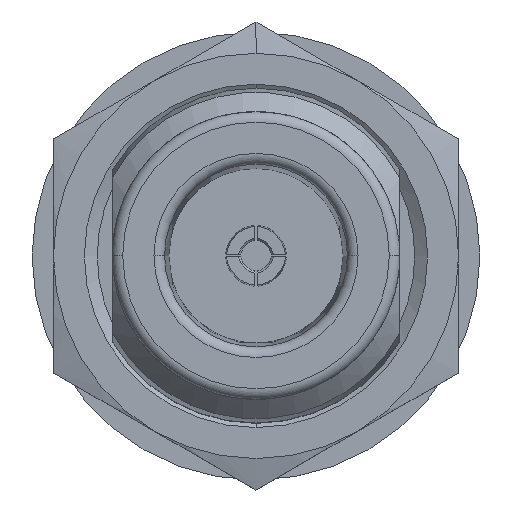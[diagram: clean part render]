
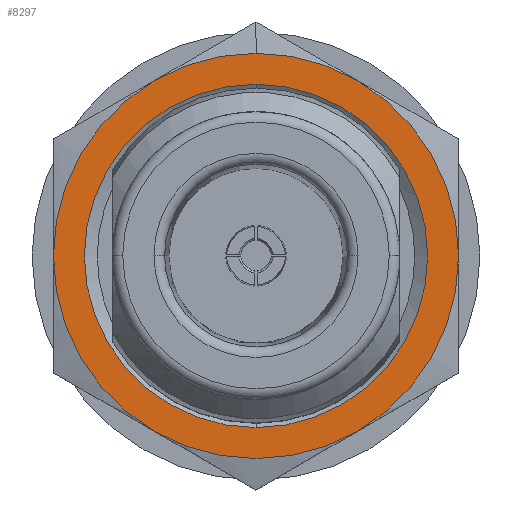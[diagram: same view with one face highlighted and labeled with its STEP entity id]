
A CAD part, top view. The second image highlights one B-rep face of the part: STEP entity #8297.
In plain terms, the highlighted planar face has unit normal (0, 0, 1).
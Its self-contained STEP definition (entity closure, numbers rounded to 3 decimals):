
#57 = DIRECTION ( 'NONE',  ( 0., 0., 1. ) ) ;
#93 = ORIENTED_EDGE ( 'NONE', *, *, #4158, .F. ) ;
#150 = AXIS2_PLACEMENT_3D ( 'NONE', #1750, #7151, #2538 ) ;
#177 = CARTESIAN_POINT ( 'NONE',  ( 0., 8.05, -12.04 ) ) ;
#321 = CARTESIAN_POINT ( 'NONE',  ( 0., 0., -12.04 ) ) ;
#372 = EDGE_CURVE ( 'NONE', #8871, #9149, #9716, .T. ) ;
#395 = CIRCLE ( 'NONE', #4930, 8.05 ) ;
#408 = CIRCLE ( 'NONE', #4640, 9.5 ) ;
#575 = DIRECTION ( 'NONE',  ( 0., 0., 1. ) ) ;
#662 = CARTESIAN_POINT ( 'NONE',  ( 9.5, 0., -12.04 ) ) ;
#730 = CIRCLE ( 'NONE', #1921, 9.5 ) ;
#1110 = DIRECTION ( 'NONE',  ( 0., 1., 0. ) ) ;
#1137 = DIRECTION ( 'NONE',  ( 0., 0., 1. ) ) ;
#1750 = CARTESIAN_POINT ( 'NONE',  ( 0., 0., -12.04 ) ) ;
#1902 = CARTESIAN_POINT ( 'NONE',  ( 0., -8.05, -12.04 ) ) ;
#1921 = AXIS2_PLACEMENT_3D ( 'NONE', #3646, #9034, #4412 ) ;
#1993 = EDGE_CURVE ( 'NONE', #6287, #4131, #408, .T. ) ;
#2129 = VERTEX_POINT ( 'NONE', #177 ) ;
#2287 = CARTESIAN_POINT ( 'NONE',  ( -9.5, 0., -12.04 ) ) ;
#2484 = AXIS2_PLACEMENT_3D ( 'NONE', #5194, #575, #5987 ) ;
#2538 = DIRECTION ( 'NONE',  ( -1., 0., 0. ) ) ;
#2913 = ORIENTED_EDGE ( 'NONE', *, *, #3793, .T. ) ;
#2951 = CARTESIAN_POINT ( 'NONE',  ( 0., 0., -12.04 ) ) ;
#3257 = DIRECTION ( 'NONE',  ( 0., 0., -1. ) ) ;
#3389 = VERTEX_POINT ( 'NONE', #662 ) ;
#3446 = VERTEX_POINT ( 'NONE', #4588 ) ;
#3646 = CARTESIAN_POINT ( 'NONE',  ( 0., 0., -12.04 ) ) ;
#3709 = DIRECTION ( 'NONE',  ( -1., 0., 0. ) ) ;
#3793 = EDGE_CURVE ( 'NONE', #9473, #2129, #8922, .T. ) ;
#3903 = CIRCLE ( 'NONE', #2484, 9.5 ) ;
#4131 = VERTEX_POINT ( 'NONE', #4709 ) ;
#4158 = EDGE_CURVE ( 'NONE', #3446, #3389, #730, .T. ) ;
#4198 = CARTESIAN_POINT ( 'NONE',  ( 4.75, -8.227, -12.04 ) ) ;
#4249 = DIRECTION ( 'NONE',  ( 0., 0., -1. ) ) ;
#4279 = EDGE_LOOP ( 'NONE', ( #5794, #4336, #6544, #5686, #93, #6123, #7380 ) ) ;
#4336 = ORIENTED_EDGE ( 'NONE', *, *, #372, .T. ) ;
#4412 = DIRECTION ( 'NONE',  ( 0., 1., 0. ) ) ;
#4588 = CARTESIAN_POINT ( 'NONE',  ( 4.75, 8.227, -12.04 ) ) ;
#4640 = AXIS2_PLACEMENT_3D ( 'NONE', #4673, #57, #5427 ) ;
#4673 = CARTESIAN_POINT ( 'NONE',  ( 0., 0., -12.04 ) ) ;
#4709 = CARTESIAN_POINT ( 'NONE',  ( -4.75, 8.227, -12.04 ) ) ;
#4835 = EDGE_CURVE ( 'NONE', #9149, #5861, #5052, .T. ) ;
#4930 = AXIS2_PLACEMENT_3D ( 'NONE', #7859, #3257, #8643 ) ;
#5052 = CIRCLE ( 'NONE', #7943, 9.5 ) ;
#5180 = AXIS2_PLACEMENT_3D ( 'NONE', #8861, #4249, #9645 ) ;
#5194 = CARTESIAN_POINT ( 'NONE',  ( 0., 0., -12.04 ) ) ;
#5427 = DIRECTION ( 'NONE',  ( -1., 0., 0. ) ) ;
#5458 = AXIS2_PLACEMENT_3D ( 'NONE', #321, #5720, #1110 ) ;
#5633 = EDGE_CURVE ( 'NONE', #2129, #9473, #395, .T. ) ;
#5686 = ORIENTED_EDGE ( 'NONE', *, *, #7227, .T. ) ;
#5702 = FACE_OUTER_BOUND ( 'NONE', #4279, .T. ) ;
#5720 = DIRECTION ( 'NONE',  ( 0., 0., -1. ) ) ;
#5749 = CARTESIAN_POINT ( 'NONE',  ( 0., 0., -12.04 ) ) ;
#5794 = ORIENTED_EDGE ( 'NONE', *, *, #9449, .T. ) ;
#5861 = VERTEX_POINT ( 'NONE', #4198 ) ;
#5987 = DIRECTION ( 'NONE',  ( -1., 0., 0. ) ) ;
#6039 = EDGE_CURVE ( 'NONE', #3446, #6287, #3903, .T. ) ;
#6123 = ORIENTED_EDGE ( 'NONE', *, *, #6039, .T. ) ;
#6287 = VERTEX_POINT ( 'NONE', #9080 ) ;
#6533 = DIRECTION ( 'NONE',  ( -1., 0., 0. ) ) ;
#6544 = ORIENTED_EDGE ( 'NONE', *, *, #4835, .T. ) ;
#6625 = CARTESIAN_POINT ( 'NONE',  ( 0., 0., -12.04 ) ) ;
#6870 = AXIS2_PLACEMENT_3D ( 'NONE', #5749, #1137, #6533 ) ;
#7151 = DIRECTION ( 'NONE',  ( 0., 0., 1. ) ) ;
#7164 = AXIS2_PLACEMENT_3D ( 'NONE', #6625, #8505, #8184 ) ;
#7227 = EDGE_CURVE ( 'NONE', #5861, #3389, #8356, .T. ) ;
#7380 = ORIENTED_EDGE ( 'NONE', *, *, #1993, .T. ) ;
#7431 = EDGE_LOOP ( 'NONE', ( #2913, #9107 ) ) ;
#7732 = FACE_BOUND ( 'NONE', #7431, .T. ) ;
#7859 = CARTESIAN_POINT ( 'NONE',  ( 0., 0., -12.04 ) ) ;
#7943 = AXIS2_PLACEMENT_3D ( 'NONE', #2951, #8313, #3709 ) ;
#8184 = DIRECTION ( 'NONE',  ( -1., 0., 0. ) ) ;
#8297 = ADVANCED_FACE ( 'NONE', ( #7732, #5702 ), #9611, .F. ) ;
#8313 = DIRECTION ( 'NONE',  ( 0., 0., 1. ) ) ;
#8356 = CIRCLE ( 'NONE', #150, 9.5 ) ;
#8505 = DIRECTION ( 'NONE',  ( 0., 0., 1. ) ) ;
#8643 = DIRECTION ( 'NONE',  ( 0., 1., 0. ) ) ;
#8861 = CARTESIAN_POINT ( 'NONE',  ( 9.5, -16.454, -12.04 ) ) ;
#8871 = VERTEX_POINT ( 'NONE', #2287 ) ;
#8922 = CIRCLE ( 'NONE', #5458, 8.05 ) ;
#9019 = CIRCLE ( 'NONE', #6870, 9.5 ) ;
#9034 = DIRECTION ( 'NONE',  ( 0., 0., -1. ) ) ;
#9080 = CARTESIAN_POINT ( 'NONE',  ( 0., 9.5, -12.04 ) ) ;
#9107 = ORIENTED_EDGE ( 'NONE', *, *, #5633, .T. ) ;
#9149 = VERTEX_POINT ( 'NONE', #9585 ) ;
#9449 = EDGE_CURVE ( 'NONE', #4131, #8871, #9019, .T. ) ;
#9473 = VERTEX_POINT ( 'NONE', #1902 ) ;
#9585 = CARTESIAN_POINT ( 'NONE',  ( -4.75, -8.227, -12.04 ) ) ;
#9611 = PLANE ( 'NONE',  #5180 ) ;
#9645 = DIRECTION ( 'NONE',  ( -1., 0., 0. ) ) ;
#9716 = CIRCLE ( 'NONE', #7164, 9.5 ) ;
